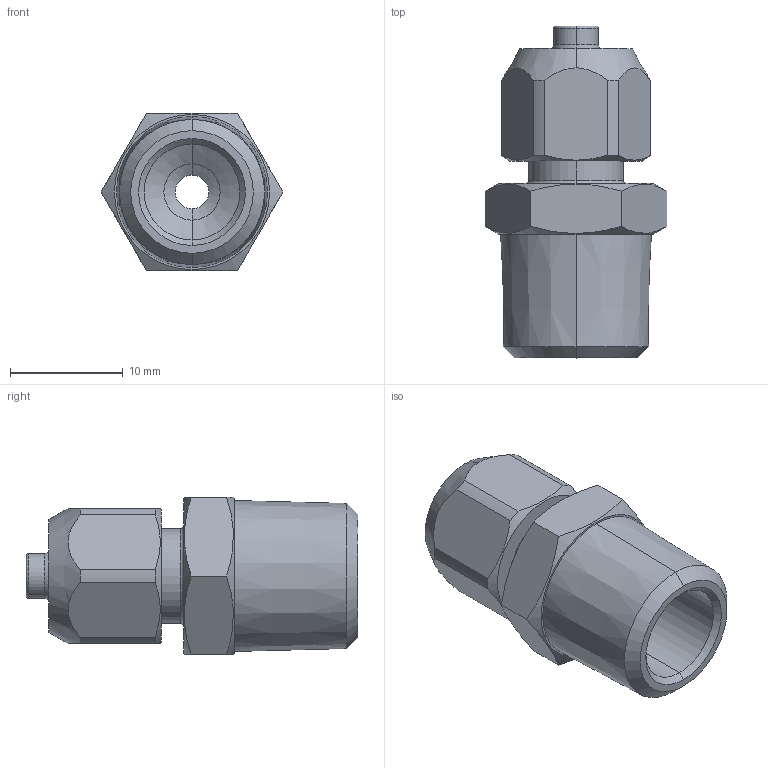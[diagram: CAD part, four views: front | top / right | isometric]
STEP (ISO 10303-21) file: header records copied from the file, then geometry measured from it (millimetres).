
FILE_DESCRIPTION (( 'STEP AP203' ), '1' );
FILE_NAME ('X2010032.STEP', '2011-07-20T08:02:06', ( 'Flavio' ), ( '' ), 'SwSTEP 2.0', 'SolidWorks 2011', '' );
FILE_SCHEMA (( 'CONFIG_CONTROL_DESIGN' ));
Length unit declared in the file: millimetre
Products named in the file (1): X2010032
Bounding box: 16.17 x 29.5 x 14 mm (x, y, z)
Volume: 2565.6 mm3; surface area: 2035 mm2
Topology: 1 solids, 1 shells, 60 faces, 142 edges, 88 vertices
Faces by surface type: cone 22, plane 18, cylinder 16, torus 4
Entity records: 2003 total; most frequent: CARTESIAN_POINT 551, DIRECTION 292, ORIENTED_EDGE 284, EDGE_CURVE 142, AXIS2_PLACEMENT_3D 121, VERTEX_POINT 88, EDGE_LOOP 66, CIRCLE 60
